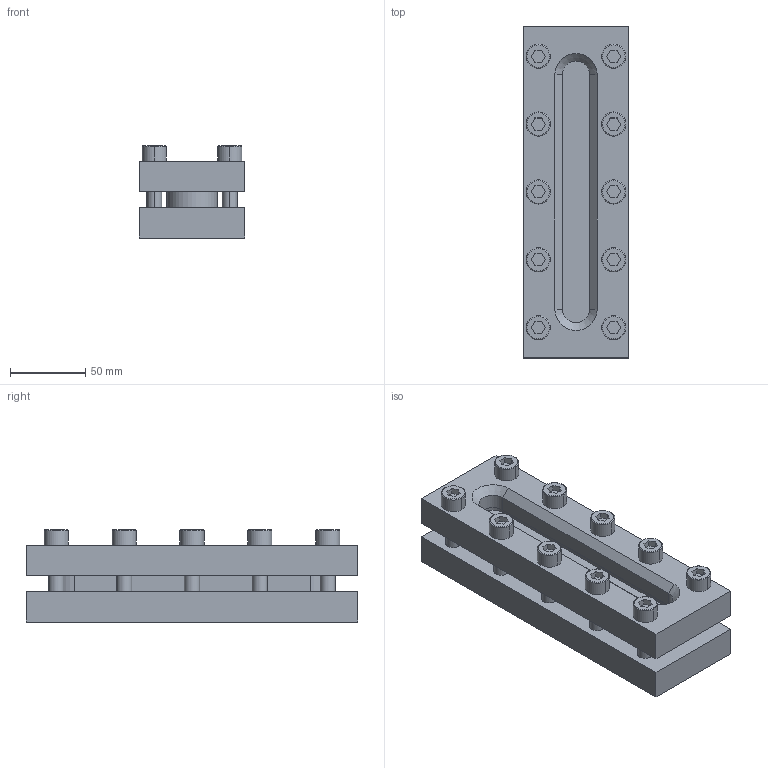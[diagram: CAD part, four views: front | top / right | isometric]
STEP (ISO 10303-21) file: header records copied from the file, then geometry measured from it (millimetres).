
FILE_DESCRIPTION (( 'STEP AP214' ), '1' );
FILE_NAME ('BS03_02_Behälter-Schauglas.STEP', '2020-09-15T07:58:57', ( '' ), ( '' ), 'SwSTEP 2.0', 'SolidWorks 2020', '' );
FILE_SCHEMA (( 'AUTOMOTIVE_DESIGN' ));
Length unit declared in the file: millimetre
Products named in the file (6): BS03-04-02_Dichtung; DIN 912 M10x40; BS03-02-02_Deckelflansch; BS03-01-02_Grundflansch; BS03_02_Behälter-Schauglas; BS03-03-02_Glasplatte
Assembly tree (15 placements, depth 2):
  BS03_02_Behälter-Schauglas
    BS03-01-02_Grundflansch
    BS03-04-02_Dichtung  x2
    BS03-03-02_Glasplatte
    BS03-02-02_Deckelflansch
    DIN 912 M10x40  x10
Bounding box: 70 x 220 x 61 mm (x, y, z)
Volume: 586543.6 mm3; surface area: 154374.1 mm2
Topology: 15 solids, 15 shells, 364 faces, 821 edges, 500 vertices
Faces by surface type: plane 148, cylinder 110, cone 62, torus 44
Entity records: 5571 total; most frequent: CARTESIAN_POINT 991, DIRECTION 911, ORIENTED_EDGE 798, EDGE_CURVE 399, AXIS2_PLACEMENT_3D 354, VERTEX_POINT 250, EDGE_LOOP 215, LINE 203
